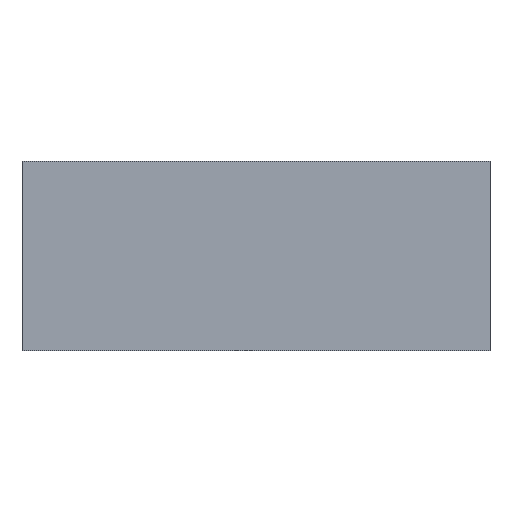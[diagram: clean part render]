
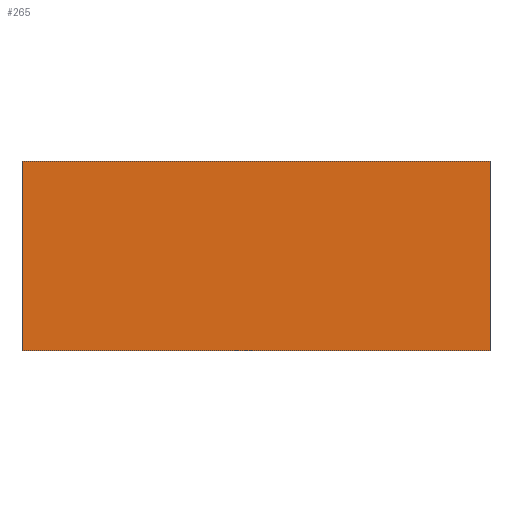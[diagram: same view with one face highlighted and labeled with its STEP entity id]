
A CAD part, front view. The second image highlights one B-rep face of the part: STEP entity #265.
In plain terms, the highlighted planar face has unit normal (0, -1, 0).
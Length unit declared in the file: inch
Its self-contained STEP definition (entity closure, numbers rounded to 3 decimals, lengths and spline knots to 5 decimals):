
#30=FACE_OUTER_BOUND('',#45,.T.);
#45=EDGE_LOOP('',(#233,#234,#235,#236));
#70=LINE('',#435,#99);
#74=LINE('',#443,#103);
#77=LINE('',#448,#106);
#79=LINE('',#451,#108);
#99=VECTOR('',#361,0.3937);
#103=VECTOR('',#367,0.3937);
#106=VECTOR('',#372,0.3937);
#108=VECTOR('',#376,0.3937);
#126=VERTEX_POINT('',#433);
#127=VERTEX_POINT('',#434);
#130=VERTEX_POINT('',#442);
#131=VERTEX_POINT('',#447);
#156=EDGE_CURVE('',#126,#127,#70,.T.);
#160=EDGE_CURVE('',#130,#126,#74,.T.);
#163=EDGE_CURVE('',#131,#130,#77,.T.);
#165=EDGE_CURVE('',#127,#131,#79,.T.);
#233=ORIENTED_EDGE('',*,*,#165,.F.);
#234=ORIENTED_EDGE('',*,*,#156,.F.);
#235=ORIENTED_EDGE('',*,*,#160,.F.);
#236=ORIENTED_EDGE('',*,*,#163,.F.);
#250=PLANE('',#308);
#265=ADVANCED_FACE('',(#30),#250,.F.);
#308=AXIS2_PLACEMENT_3D('',#454,#380,#381);
#361=DIRECTION('',(0.,0.,-1.));
#367=DIRECTION('',(1.,0.,0.));
#372=DIRECTION('',(0.,0.,1.));
#376=DIRECTION('',(-1.,0.,0.));
#380=DIRECTION('center_axis',(0.,1.,0.));
#381=DIRECTION('ref_axis',(0.,0.,1.));
#433=CARTESIAN_POINT('',(0.37,0.,0.15));
#434=CARTESIAN_POINT('',(0.37,0.,-0.15));
#435=CARTESIAN_POINT('',(0.37,0.,0.15));
#442=CARTESIAN_POINT('',(-0.37,0.,0.15));
#443=CARTESIAN_POINT('',(-0.37,0.,0.15));
#447=CARTESIAN_POINT('',(-0.37,0.,-0.15));
#448=CARTESIAN_POINT('',(-0.37,0.,-0.15));
#451=CARTESIAN_POINT('',(0.37,0.,-0.15));
#454=CARTESIAN_POINT('Origin',(0.,0.,0.));
